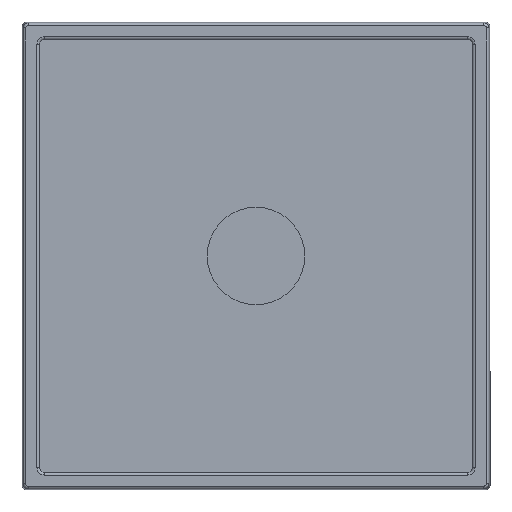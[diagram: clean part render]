
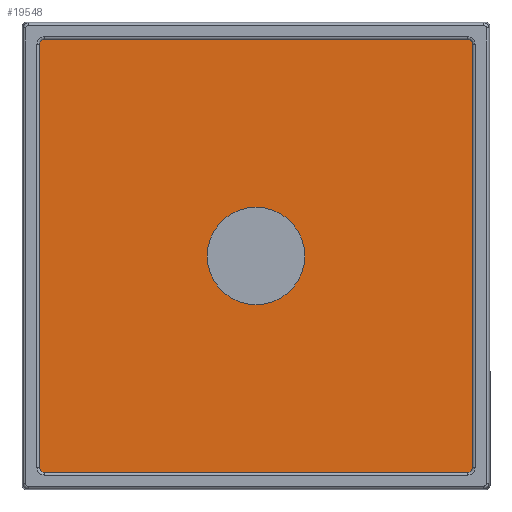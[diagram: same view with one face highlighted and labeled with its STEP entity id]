
A CAD part, top view. The second image highlights one B-rep face of the part: STEP entity #19548.
In plain terms, the highlighted planar face has unit normal (0, 0, 1).
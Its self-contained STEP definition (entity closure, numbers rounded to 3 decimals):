
#19458=CARTESIAN_POINT('',(-15.0,0.,45.));
#19459=VERTEX_POINT('',#19458);
#19460=CARTESIAN_POINT('',(0.,0.,45.));
#19461=DIRECTION('',(0.0,0.0,-1.0));
#19462=DIRECTION('',(1.0,0.0,0.0));
#19463=AXIS2_PLACEMENT_3D('',#19460,#19461,#19462);
#19464=CIRCLE('',#19463,15.0);
#19465=EDGE_CURVE('',#19459,#19459,#19464,.T.);
#19470=CARTESIAN_POINT('',(0.,0.,45.));
#19471=DIRECTION('',(0.0,0.0,1.0));
#19472=DIRECTION('',(1.0,0.0,0.0));
#19473=AXIS2_PLACEMENT_3D('',#19470,#19471,#19472);
#19474=PLANE('',#19473);
#19475=CARTESIAN_POINT('',(-66.607,-65.107,45.));
#19476=VERTEX_POINT('',#19475);
#19477=CARTESIAN_POINT('',(-65.107,-66.607,45.));
#19478=VERTEX_POINT('',#19477);
#19479=CARTESIAN_POINT('',(-65.107,-65.107,45.));
#19480=DIRECTION('',(0.,0.,1.0));
#19481=DIRECTION('',(-0.707,-0.707,0.));
#19482=AXIS2_PLACEMENT_3D('',#19479,#19480,#19481);
#19483=CIRCLE('',#19482,1.5);
#19484=EDGE_CURVE('',#19476,#19478,#19483,.T.);
#19485=ORIENTED_EDGE('',*,*,#19484,.T.);
#19486=CARTESIAN_POINT('',(65.107,-66.607,45.));
#19487=VERTEX_POINT('',#19486);
#19488=CARTESIAN_POINT('',(-65.107,-66.607,45.));
#19489=DIRECTION('',(1.0,0.0,0.0));
#19490=VECTOR('',#19489,130.214);
#19491=LINE('',#19488,#19490);
#19492=EDGE_CURVE('',#19478,#19487,#19491,.T.);
#19493=ORIENTED_EDGE('',*,*,#19492,.T.);
#19494=CARTESIAN_POINT('',(66.607,-65.107,45.));
#19495=VERTEX_POINT('',#19494);
#19496=CARTESIAN_POINT('',(65.107,-65.107,45.));
#19497=DIRECTION('',(0.,0.,1.0));
#19498=DIRECTION('',(0.707,-0.707,0.));
#19499=AXIS2_PLACEMENT_3D('',#19496,#19497,#19498);
#19500=CIRCLE('',#19499,1.5);
#19501=EDGE_CURVE('',#19487,#19495,#19500,.T.);
#19502=ORIENTED_EDGE('',*,*,#19501,.T.);
#19503=CARTESIAN_POINT('',(66.607,65.107,45.));
#19504=VERTEX_POINT('',#19503);
#19505=CARTESIAN_POINT('',(66.607,-65.107,45.0));
#19506=DIRECTION('',(0.0,1.0,0.0));
#19507=VECTOR('',#19506,130.214);
#19508=LINE('',#19505,#19507);
#19509=EDGE_CURVE('',#19495,#19504,#19508,.T.);
#19510=ORIENTED_EDGE('',*,*,#19509,.T.);
#19511=CARTESIAN_POINT('',(65.107,66.607,45.));
#19512=VERTEX_POINT('',#19511);
#19513=CARTESIAN_POINT('',(65.107,65.107,45.));
#19514=DIRECTION('',(0.,0.,1.0));
#19515=DIRECTION('',(0.707,0.707,0.));
#19516=AXIS2_PLACEMENT_3D('',#19513,#19514,#19515);
#19517=CIRCLE('',#19516,1.5);
#19518=EDGE_CURVE('',#19504,#19512,#19517,.T.);
#19519=ORIENTED_EDGE('',*,*,#19518,.T.);
#19520=CARTESIAN_POINT('',(-65.107,66.607,45.));
#19521=VERTEX_POINT('',#19520);
#19522=CARTESIAN_POINT('',(65.107,66.607,45.));
#19523=DIRECTION('',(-1.0,0.0,0.0));
#19524=VECTOR('',#19523,130.214);
#19525=LINE('',#19522,#19524);
#19526=EDGE_CURVE('',#19512,#19521,#19525,.T.);
#19527=ORIENTED_EDGE('',*,*,#19526,.T.);
#19528=CARTESIAN_POINT('',(-66.607,65.107,45.));
#19529=VERTEX_POINT('',#19528);
#19530=CARTESIAN_POINT('',(-65.107,65.107,45.));
#19531=DIRECTION('',(0.,0.,1.0));
#19532=DIRECTION('',(-0.707,0.707,0.));
#19533=AXIS2_PLACEMENT_3D('',#19530,#19531,#19532);
#19534=CIRCLE('',#19533,1.5);
#19535=EDGE_CURVE('',#19521,#19529,#19534,.T.);
#19536=ORIENTED_EDGE('',*,*,#19535,.T.);
#19537=CARTESIAN_POINT('',(-66.607,65.107,45.));
#19538=DIRECTION('',(0.0,-1.0,0.0));
#19539=VECTOR('',#19538,130.214);
#19540=LINE('',#19537,#19539);
#19541=EDGE_CURVE('',#19529,#19476,#19540,.T.);
#19542=ORIENTED_EDGE('',*,*,#19541,.T.);
#19543=EDGE_LOOP('',(#19485,#19493,#19502,#19510,#19519,#19527,#19536,#19542));
#19544=FACE_OUTER_BOUND('',#19543,.T.);
#19545=ORIENTED_EDGE('',*,*,#19465,.T.);
#19546=EDGE_LOOP('',(#19545));
#19547=FACE_BOUND('',#19546,.T.);
#19548=ADVANCED_FACE('',(#19544,#19547),#19474,.T.);
